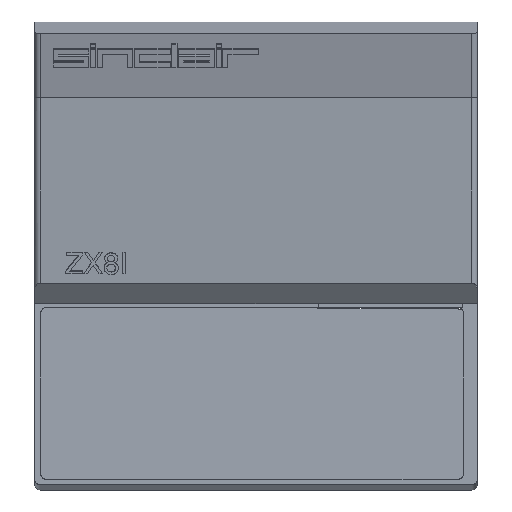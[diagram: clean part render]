
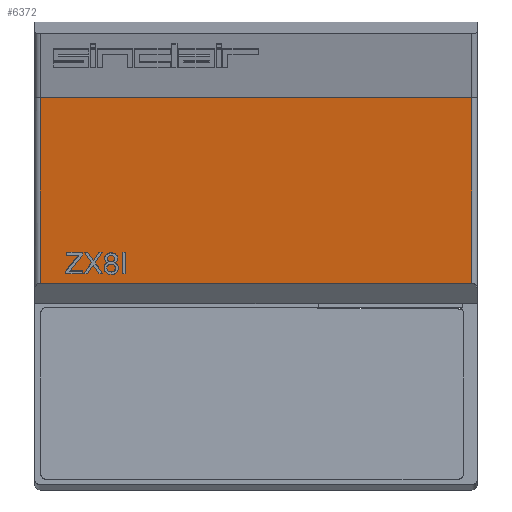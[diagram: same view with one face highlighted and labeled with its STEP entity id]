
A CAD part, top view. The second image highlights one B-rep face of the part: STEP entity #6372.
In plain terms, the highlighted planar face has unit normal (0, -0.123, 0.992).
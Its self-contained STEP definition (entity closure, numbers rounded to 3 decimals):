
#312=PLANE('',#6864);
#663=FACE_OUTER_BOUND('',#1061,.T.);
#1061=EDGE_LOOP('',(#4925,#4926,#4927,#4928));
#1477=LINE('',#9120,#2235);
#1479=LINE('',#9129,#2237);
#1481=LINE('',#9138,#2239);
#1586=LINE('',#9359,#2344);
#2235=VECTOR('',#7376,10.);
#2237=VECTOR('',#7388,10.);
#2239=VECTOR('',#7400,10.);
#2344=VECTOR('',#7607,10.);
#3053=VERTEX_POINT('',#9118);
#3054=VERTEX_POINT('',#9119);
#3056=VERTEX_POINT('',#9128);
#3057=VERTEX_POINT('',#9132);
#3678=EDGE_CURVE('',#3053,#3054,#1477,.T.);
#3683=EDGE_CURVE('',#3056,#3054,#1479,.T.);
#3688=EDGE_CURVE('',#3056,#3057,#1481,.T.);
#3800=EDGE_CURVE('',#3057,#3053,#1586,.T.);
#4925=ORIENTED_EDGE('',*,*,#3678,.F.);
#4926=ORIENTED_EDGE('',*,*,#3800,.F.);
#4927=ORIENTED_EDGE('',*,*,#3688,.F.);
#4928=ORIENTED_EDGE('',*,*,#3683,.T.);
#6372=ADVANCED_FACE('',(#663),#312,.T.);
#6864=AXIS2_PLACEMENT_3D('',#9358,#7605,#7606);
#7376=DIRECTION('',(0.,-0.992,-0.123));
#7388=DIRECTION('',(1.,0.,0.));
#7400=DIRECTION('',(0.,0.992,0.123));
#7605=DIRECTION('center_axis',(0.,-0.123,0.992));
#7606=DIRECTION('ref_axis',(0.,-0.992,-0.123));
#7607=DIRECTION('',(1.,0.,0.));
#9118=CARTESIAN_POINT('',(164.,-27.927,32.742));
#9119=CARTESIAN_POINT('',(164.,-97.397,24.142));
#9120=CARTESIAN_POINT('',(164.,-57.645,29.063));
#9128=CARTESIAN_POINT('',(2.,-97.397,24.142));
#9129=CARTESIAN_POINT('',(0.,-97.397,24.142));
#9132=CARTESIAN_POINT('',(2.,-27.927,32.742));
#9138=CARTESIAN_POINT('',(2.,-57.645,29.063));
#9358=CARTESIAN_POINT('Origin',(0.,-27.927,32.742));
#9359=CARTESIAN_POINT('',(0.,-27.927,32.742));
